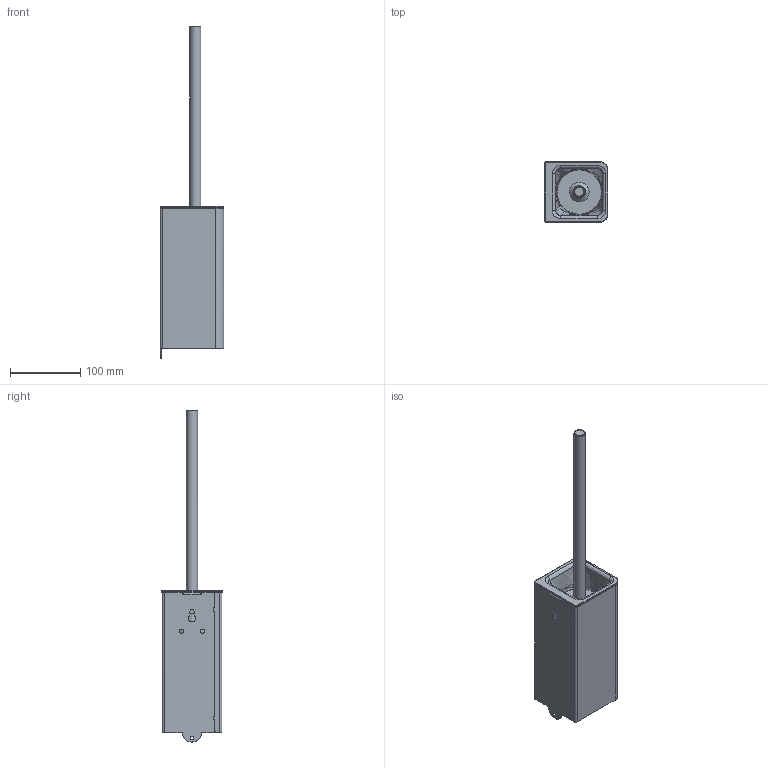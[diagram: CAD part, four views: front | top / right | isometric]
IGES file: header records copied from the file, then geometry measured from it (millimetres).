
Global section: file name: 3D_ON-500_I; native system: Autodesk Inventor 2026; preprocessor: unknown; author: R. Madlener; date: 20250814.140506; units: millimetre
Bounding box: 90.7 x 86 x 472.99 mm (x, y, z)
Volume: 535704.6 mm3; surface area: 288871.8 mm2
Topology: 4 solids, 5 shells, 871 faces, 2274 edges, 1459 vertices
Faces by surface type: bspline 871
